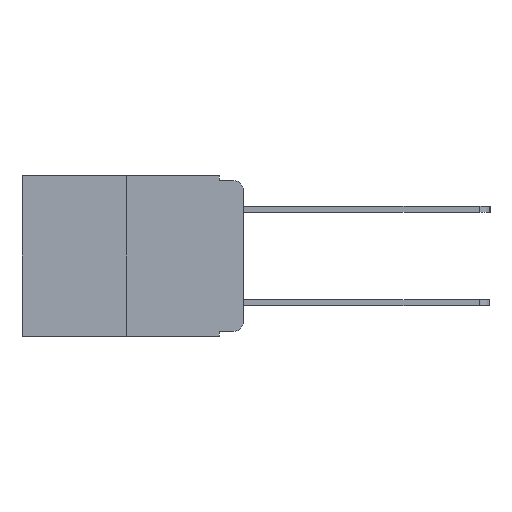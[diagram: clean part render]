
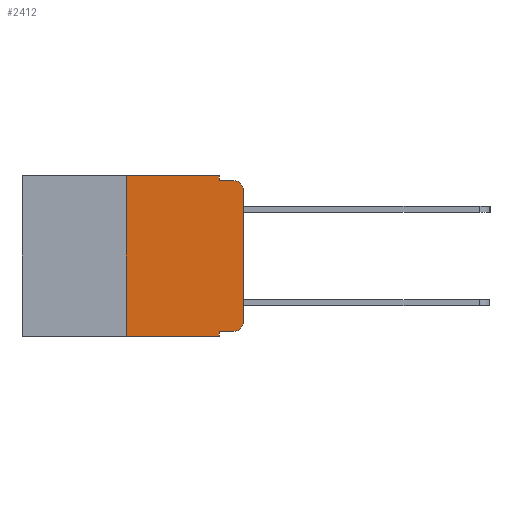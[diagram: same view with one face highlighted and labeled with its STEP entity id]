
A CAD part, left-side view. The second image highlights one B-rep face of the part: STEP entity #2412.
In plain terms, the highlighted planar face has unit normal (-1, 0, 0).
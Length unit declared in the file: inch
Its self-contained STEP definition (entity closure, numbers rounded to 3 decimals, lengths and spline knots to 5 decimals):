
#117 = DIRECTION ( 'NONE',  ( 0., -1., 0. ) ) ;
#175 = DIRECTION ( 'NONE',  ( 0., 0., -1. ) ) ;
#412 = AXIS2_PLACEMENT_3D ( 'NONE', #1335, #8612, #2486 ) ;
#437 = CARTESIAN_POINT ( 'NONE',  ( 0., 0.051, 0. ) ) ;
#708 = VERTEX_POINT ( 'NONE', #3141 ) ;
#1264 = CARTESIAN_POINT ( 'NONE',  ( 0., 0.25, -0.343 ) ) ;
#1299 = CARTESIAN_POINT ( 'NONE',  ( 0., 0.051, -0.01 ) ) ;
#1335 = CARTESIAN_POINT ( 'NONE',  ( 0., 0.02, -0.03 ) ) ;
#1704 = LINE ( 'NONE', #3330, #2047 ) ;
#1922 = ORIENTED_EDGE ( 'NONE', *, *, #7537, .F. ) ;
#2047 = VECTOR ( 'NONE', #5345, 39.37008 ) ;
#2225 = CIRCLE ( 'NONE', #8568, 0.02 ) ;
#2412 = ADVANCED_FACE ( 'NONE', ( #5371 ), #3781, .F. ) ;
#2486 = DIRECTION ( 'NONE',  ( 0., 0., -1. ) ) ;
#2664 = CARTESIAN_POINT ( 'NONE',  ( 0., 0.02, -0.313 ) ) ;
#2691 = VERTEX_POINT ( 'NONE', #3753 ) ;
#2693 = VERTEX_POINT ( 'NONE', #5669 ) ;
#2826 = ORIENTED_EDGE ( 'NONE', *, *, #9955, .T. ) ;
#2918 = AXIS2_PLACEMENT_3D ( 'NONE', #3430, #8892, #11233 ) ;
#3141 = CARTESIAN_POINT ( 'NONE',  ( 0., 0.051, -0.01 ) ) ;
#3185 = VERTEX_POINT ( 'NONE', #7296 ) ;
#3330 = CARTESIAN_POINT ( 'NONE',  ( 0., 0., 0. ) ) ;
#3430 = CARTESIAN_POINT ( 'NONE',  ( 0., 0.473, 0. ) ) ;
#3671 = VECTOR ( 'NONE', #8782, 39.37008 ) ;
#3730 = DIRECTION ( 'NONE',  ( 0., 0., -1. ) ) ;
#3753 = CARTESIAN_POINT ( 'NONE',  ( 0., 0.02, -0.333 ) ) ;
#3781 = PLANE ( 'NONE',  #2918 ) ;
#3823 = ORIENTED_EDGE ( 'NONE', *, *, #8741, .F. ) ;
#3870 = VECTOR ( 'NONE', #175, 39.37008 ) ;
#3908 = CARTESIAN_POINT ( 'NONE',  ( 0., 0., -0.03 ) ) ;
#3972 = EDGE_LOOP ( 'NONE', ( #7314, #2826, #5895, #3823, #1922, #12895, #8405, #9950, #11078, #9519 ) ) ;
#4142 = CARTESIAN_POINT ( 'NONE',  ( 0., 0.02, -0.01 ) ) ;
#4389 = LINE ( 'NONE', #4545, #11761 ) ;
#4545 = CARTESIAN_POINT ( 'NONE',  ( 0., 0.051, -0.333 ) ) ;
#4672 = CARTESIAN_POINT ( 'NONE',  ( 0., 0.473, 0. ) ) ;
#4887 = EDGE_CURVE ( 'NONE', #5935, #2693, #5090, .T. ) ;
#5088 = LINE ( 'NONE', #1299, #12355 ) ;
#5090 = LINE ( 'NONE', #5535, #7807 ) ;
#5345 = DIRECTION ( 'NONE',  ( 0., 0., 1. ) ) ;
#5371 = FACE_OUTER_BOUND ( 'NONE', #3972, .T. ) ;
#5535 = CARTESIAN_POINT ( 'NONE',  ( 0., 0.473, -0.343 ) ) ;
#5589 = CARTESIAN_POINT ( 'NONE',  ( 0., 0.25, 0. ) ) ;
#5616 = DIRECTION ( 'NONE',  ( 0., -1., 0. ) ) ;
#5619 = LINE ( 'NONE', #4672, #12798 ) ;
#5669 = CARTESIAN_POINT ( 'NONE',  ( 0., 0.051, -0.343 ) ) ;
#5825 = VERTEX_POINT ( 'NONE', #11275 ) ;
#5895 = ORIENTED_EDGE ( 'NONE', *, *, #9319, .F. ) ;
#5935 = VERTEX_POINT ( 'NONE', #1264 ) ;
#6099 = EDGE_CURVE ( 'NONE', #2691, #3185, #2225, .T. ) ;
#6205 = CIRCLE ( 'NONE', #412, 0.02 ) ;
#6590 = VERTEX_POINT ( 'NONE', #11995 ) ;
#6773 = EDGE_CURVE ( 'NONE', #5825, #2691, #4389, .T. ) ;
#7042 = CARTESIAN_POINT ( 'NONE',  ( 0., 0.25, 0. ) ) ;
#7296 = CARTESIAN_POINT ( 'NONE',  ( 0., 0., -0.313 ) ) ;
#7314 = ORIENTED_EDGE ( 'NONE', *, *, #10563, .T. ) ;
#7425 = EDGE_CURVE ( 'NONE', #5825, #2693, #11571, .T. ) ;
#7474 = VERTEX_POINT ( 'NONE', #5589 ) ;
#7537 = EDGE_CURVE ( 'NONE', #7474, #6590, #5619, .T. ) ;
#7807 = VECTOR ( 'NONE', #117, 39.37008 ) ;
#8132 = EDGE_CURVE ( 'NONE', #5935, #7474, #10415, .T. ) ;
#8405 = ORIENTED_EDGE ( 'NONE', *, *, #4887, .T. ) ;
#8568 = AXIS2_PLACEMENT_3D ( 'NONE', #2664, #9635, #3730 ) ;
#8612 = DIRECTION ( 'NONE',  ( -1., 0., 0. ) ) ;
#8741 = EDGE_CURVE ( 'NONE', #6590, #708, #11394, .T. ) ;
#8782 = DIRECTION ( 'NONE',  ( 0., 0., -1. ) ) ;
#8892 = DIRECTION ( 'NONE',  ( 1., 0., 0. ) ) ;
#9012 = DIRECTION ( 'NONE',  ( 0., 0., 1. ) ) ;
#9319 = EDGE_CURVE ( 'NONE', #708, #9601, #5088, .T. ) ;
#9519 = ORIENTED_EDGE ( 'NONE', *, *, #6099, .T. ) ;
#9567 = VERTEX_POINT ( 'NONE', #3908 ) ;
#9601 = VERTEX_POINT ( 'NONE', #4142 ) ;
#9635 = DIRECTION ( 'NONE',  ( -1., 0., 0. ) ) ;
#9950 = ORIENTED_EDGE ( 'NONE', *, *, #7425, .F. ) ;
#9955 = EDGE_CURVE ( 'NONE', #9567, #9601, #6205, .T. ) ;
#10131 = VECTOR ( 'NONE', #9012, 39.37008 ) ;
#10415 = LINE ( 'NONE', #7042, #10131 ) ;
#10563 = EDGE_CURVE ( 'NONE', #3185, #9567, #1704, .T. ) ;
#11078 = ORIENTED_EDGE ( 'NONE', *, *, #6773, .T. ) ;
#11233 = DIRECTION ( 'NONE',  ( 0., 0., -1. ) ) ;
#11275 = CARTESIAN_POINT ( 'NONE',  ( 0., 0.051, -0.333 ) ) ;
#11394 = LINE ( 'NONE', #437, #3671 ) ;
#11571 = LINE ( 'NONE', #12187, #3870 ) ;
#11761 = VECTOR ( 'NONE', #12124, 39.37008 ) ;
#11995 = CARTESIAN_POINT ( 'NONE',  ( 0., 0.051, 0. ) ) ;
#12124 = DIRECTION ( 'NONE',  ( 0., -1., 0. ) ) ;
#12187 = CARTESIAN_POINT ( 'NONE',  ( 0., 0.051, 0. ) ) ;
#12300 = DIRECTION ( 'NONE',  ( 0., -1., 0. ) ) ;
#12355 = VECTOR ( 'NONE', #5616, 39.37008 ) ;
#12798 = VECTOR ( 'NONE', #12300, 39.37008 ) ;
#12895 = ORIENTED_EDGE ( 'NONE', *, *, #8132, .F. ) ;
